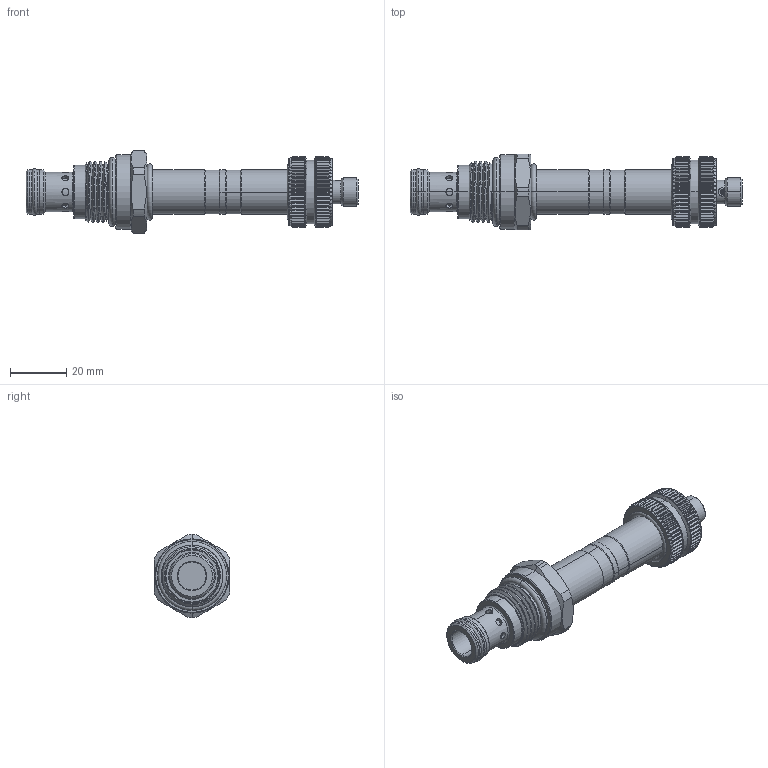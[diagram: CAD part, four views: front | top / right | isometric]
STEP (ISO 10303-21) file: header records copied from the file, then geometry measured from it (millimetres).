
FILE_DESCRIPTION (( 'STEP AP203' ), '1' );
FILE_NAME ('ES10W2C14M04.STEP', '2020-04-08T08:21:43', ( '' ), ( '' ), 'SwSTEP 2.0', 'SolidWorks 2018', '' );
FILE_SCHEMA (( 'CONFIG_CONTROL_DESIGN' ));
Length unit declared in the file: millimetre
Products named in the file (1): ES10W2C14M04
Bounding box: 118.35 x 27 x 29.6 mm (x, y, z)
Volume: 31519.5 mm3; surface area: 11208.7 mm2
Topology: 5 solids, 5 shells, 1023 faces, 2684 edges, 1692 vertices
Faces by surface type: cylinder 426, plane 416, cone 153, torus 18, bspline 10
Entity records: 35924 total; most frequent: CARTESIAN_POINT 11585, ORIENTED_EDGE 5368, DIRECTION 4767, EDGE_CURVE 2684, AXIS2_PLACEMENT_3D 1841, VERTEX_POINT 1692, LINE 1085, VECTOR 1085
